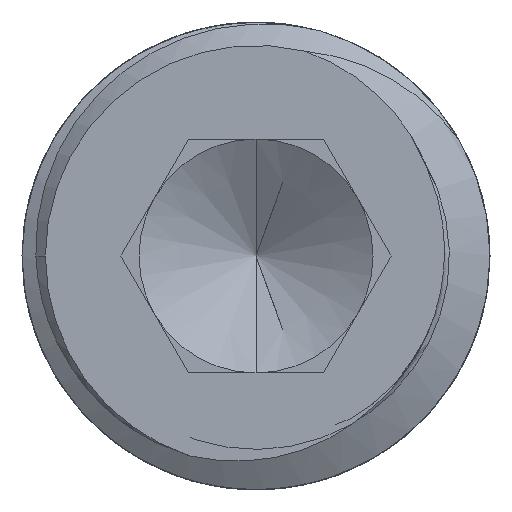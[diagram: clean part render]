
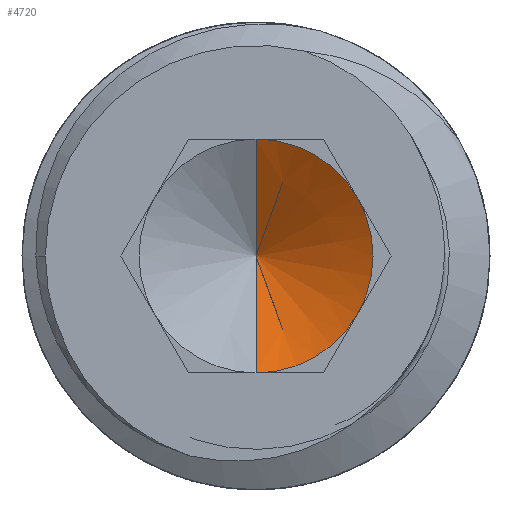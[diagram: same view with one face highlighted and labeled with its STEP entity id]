
A CAD part, left-side view. The second image highlights one B-rep face of the part: STEP entity #4720.
In plain terms, the highlighted conical face has half-angle 59 degrees and reference radius 1.25 mm.
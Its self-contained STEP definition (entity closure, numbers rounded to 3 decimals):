
#155 = ORIENTED_EDGE ( 'NONE', *, *, #336, .F. ) ;
#227 = ORIENTED_EDGE ( 'NONE', *, *, #4593, .T. ) ;
#336 = EDGE_CURVE ( 'NONE', #6770, #5179, #4767, .T. ) ;
#1175 = EDGE_LOOP ( 'NONE', ( #155, #1746, #227 ) ) ;
#1214 = FACE_OUTER_BOUND ( 'NONE', #1175, .T. ) ;
#1324 = CARTESIAN_POINT ( 'NONE',  ( -18.566, 0., 0. ) ) ;
#1371 = CARTESIAN_POINT ( 'NONE',  ( -17.815, 0., 0. ) ) ;
#1746 = ORIENTED_EDGE ( 'NONE', *, *, #6552, .T. ) ;
#1790 = VECTOR ( 'NONE', #6952, 1000. ) ;
#2049 = CARTESIAN_POINT ( 'NONE',  ( -18.566, 0., 1.25 ) ) ;
#2131 = CARTESIAN_POINT ( 'NONE',  ( -18.566, 0., -1.25 ) ) ;
#2176 = CONICAL_SURFACE ( 'NONE', #4317, 1.25, 1.03 ) ;
#2184 = CARTESIAN_POINT ( 'NONE',  ( -18.566, 0., 0. ) ) ;
#3188 = CIRCLE ( 'NONE', #3290, 1.25 ) ;
#3290 = AXIS2_PLACEMENT_3D ( 'NONE', #2184, #3975, #6129 ) ;
#3367 = DIRECTION ( 'NONE',  ( -1., 0., 0. ) ) ;
#3975 = DIRECTION ( 'NONE',  ( -1., 0., 0. ) ) ;
#4065 = VERTEX_POINT ( 'NONE', #4487 ) ;
#4315 = LINE ( 'NONE', #2131, #1790 ) ;
#4317 = AXIS2_PLACEMENT_3D ( 'NONE', #1324, #3367, #5601 ) ;
#4487 = CARTESIAN_POINT ( 'NONE',  ( -18.566, 0., -1.25 ) ) ;
#4593 = EDGE_CURVE ( 'NONE', #4065, #5179, #3188, .T. ) ;
#4720 = ADVANCED_FACE ( 'NONE', ( #1214 ), #2176, .F. ) ;
#4767 = LINE ( 'NONE', #2049, #5656 ) ;
#5179 = VERTEX_POINT ( 'NONE', #6257 ) ;
#5601 = DIRECTION ( 'NONE',  ( 0., 0., 1. ) ) ;
#5656 = VECTOR ( 'NONE', #5717, 1000. ) ;
#5717 = DIRECTION ( 'NONE',  ( -0.515, 0., 0.857 ) ) ;
#6129 = DIRECTION ( 'NONE',  ( 0., 0., 1. ) ) ;
#6257 = CARTESIAN_POINT ( 'NONE',  ( -18.566, 0., 1.25 ) ) ;
#6552 = EDGE_CURVE ( 'NONE', #6770, #4065, #4315, .T. ) ;
#6770 = VERTEX_POINT ( 'NONE', #1371 ) ;
#6952 = DIRECTION ( 'NONE',  ( -0.515, 0., -0.857 ) ) ;
